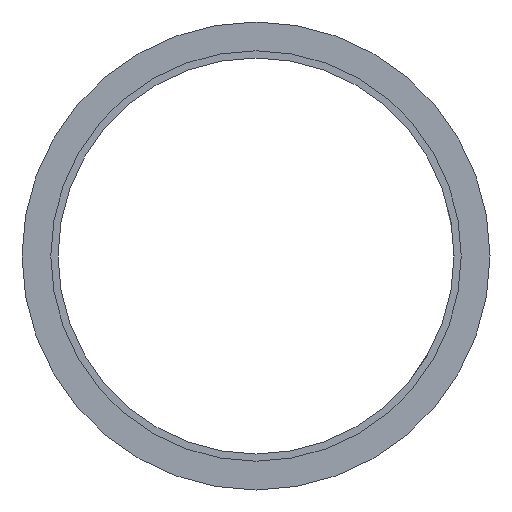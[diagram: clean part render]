
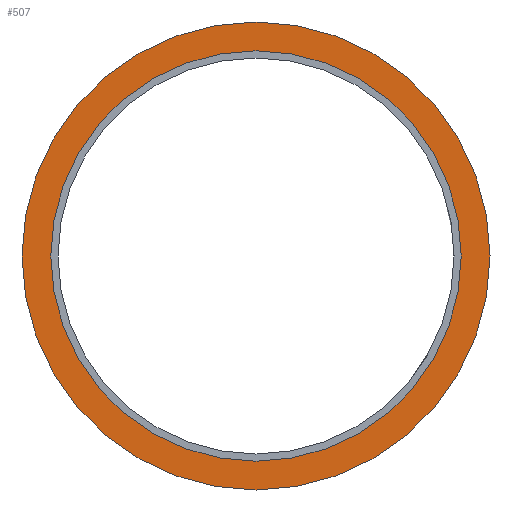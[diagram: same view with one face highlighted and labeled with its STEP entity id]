
A CAD part, front view. The second image highlights one B-rep face of the part: STEP entity #507.
In plain terms, the highlighted planar face has unit normal (0, -1, 0).
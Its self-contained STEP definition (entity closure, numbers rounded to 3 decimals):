
#54=FACE_BOUND('',#104,.T.);
#60=PLANE('',#554);
#74=FACE_OUTER_BOUND('',#103,.T.);
#103=EDGE_LOOP('',(#356));
#104=EDGE_LOOP('',(#357));
#202=CIRCLE('',#548,28.5);
#204=CIRCLE('',#551,32.5);
#219=VERTEX_POINT('',#688);
#221=VERTEX_POINT('',#694);
#271=EDGE_CURVE('',#219,#219,#202,.T.);
#274=EDGE_CURVE('',#221,#221,#204,.T.);
#356=ORIENTED_EDGE('',*,*,#274,.F.);
#357=ORIENTED_EDGE('',*,*,#271,.F.);
#507=ADVANCED_FACE('',(#74,#54),#60,.F.);
#548=AXIS2_PLACEMENT_3D('',#690,#587,#588);
#551=AXIS2_PLACEMENT_3D('',#696,#594,#595);
#554=AXIS2_PLACEMENT_3D('',#700,#600,#601);
#587=DIRECTION('center_axis',(0.,-1.,0.));
#588=DIRECTION('ref_axis',(1.,0.,0.));
#594=DIRECTION('center_axis',(0.,1.,0.));
#595=DIRECTION('ref_axis',(1.,0.,0.));
#600=DIRECTION('center_axis',(0.,1.,0.));
#601=DIRECTION('ref_axis',(1.,0.,0.));
#688=CARTESIAN_POINT('',(-28.5,0.,0.));
#690=CARTESIAN_POINT('Origin',(0.,0.,0.));
#694=CARTESIAN_POINT('',(-32.5,0.,0.));
#696=CARTESIAN_POINT('Origin',(0.,0.,0.));
#700=CARTESIAN_POINT('Origin',(0.,0.,0.));
